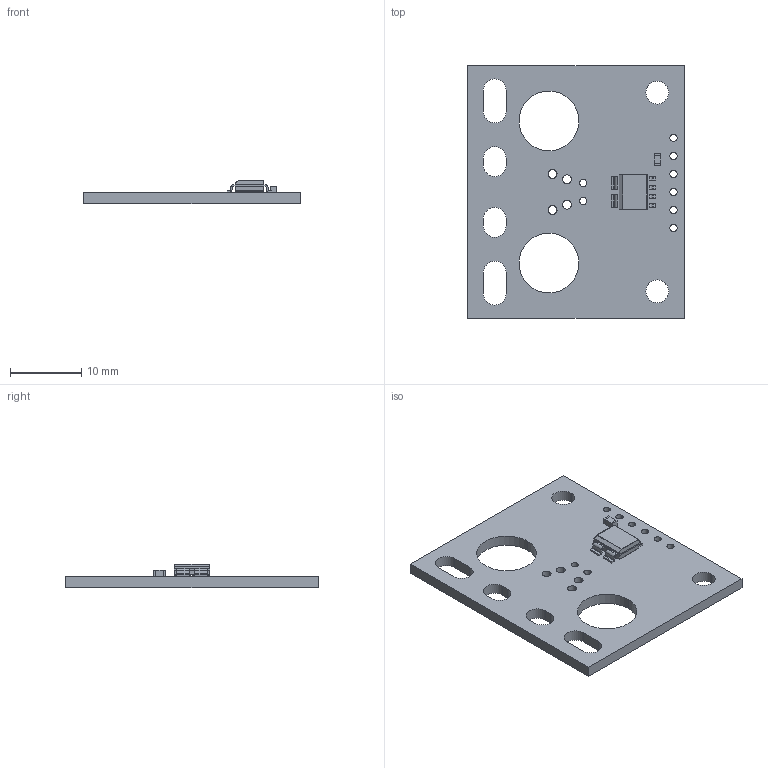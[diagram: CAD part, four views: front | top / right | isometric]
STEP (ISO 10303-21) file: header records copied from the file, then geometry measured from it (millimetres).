
FILE_DESCRIPTION (( 'STEP AP214' ), '1' );
FILE_NAME ('acs37030-current-sensor-large-carriers.step', '2025-01-03T20:27:36', ( '' ), ( '' ), 'SwSTEP 2.0', 'SolidWorks 2025', '' );
FILE_SCHEMA (( 'AUTOMOTIVE_DESIGN' ));
Length unit declared in the file: millimetre
Products named in the file (1): acs37030-current-sensor-large-carriers
Bounding box: 30.48 x 35.56 x 3.32 mm (x, y, z)
Volume: 1431.5 mm3; surface area: 2343.5 mm2
Topology: 1 solids, 1 shells, 558 faces, 1521 edges, 1002 vertices
Faces by surface type: plane 288, bspline 193, cylinder 75, sphere 2
Entity records: 30800 total; most frequent: CARTESIAN_POINT 11683, ORIENTED_EDGE 3042, DIRECTION 1985, EDGE_CURVE 1521, VERTEX_POINT 1002, VECTOR 985, LINE 985, EDGE_LOOP 645
